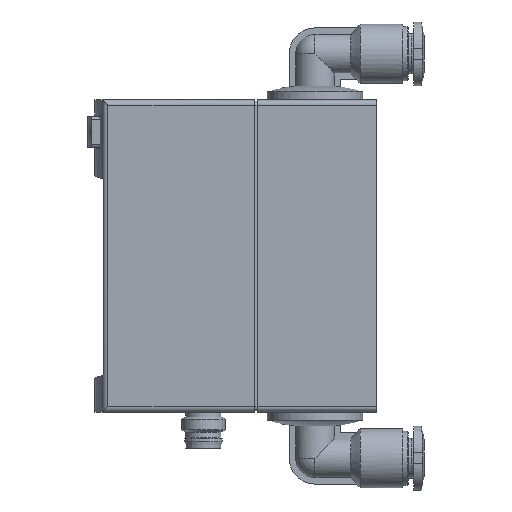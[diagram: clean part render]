
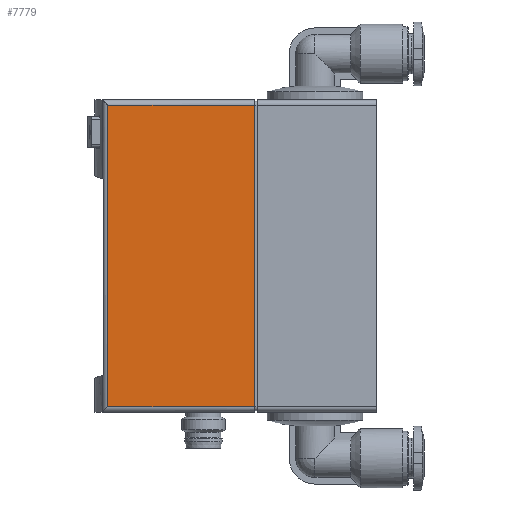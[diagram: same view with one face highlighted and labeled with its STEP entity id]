
A CAD part, left-side view. The second image highlights one B-rep face of the part: STEP entity #7779.
In plain terms, the highlighted planar face has unit normal (-1, 0, 0).
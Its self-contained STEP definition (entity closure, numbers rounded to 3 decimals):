
#740=ORIENTED_EDGE('',*,*,#2299,.T.);
#741=ORIENTED_EDGE('',*,*,#2300,.T.);
#742=ORIENTED_EDGE('',*,*,#2301,.F.);
#743=ORIENTED_EDGE('',*,*,#2297,.T.);
#2297=EDGE_CURVE('',#3065,#3064,#3553,.T.);
#2299=EDGE_CURVE('',#3064,#3066,#3554,.T.);
#2300=EDGE_CURVE('',#3066,#3067,#3555,.T.);
#2301=EDGE_CURVE('',#3065,#3067,#3556,.T.);
#3064=VERTEX_POINT('',#10861);
#3065=VERTEX_POINT('',#10863);
#3066=VERTEX_POINT('',#10867);
#3067=VERTEX_POINT('',#10869);
#3553=LINE('',#10862,#4024);
#3554=LINE('',#10866,#4025);
#3555=LINE('',#10868,#4026);
#3556=LINE('',#10870,#4027);
#4024=VECTOR('',#9028,1000.);
#4025=VECTOR('',#9033,1000.);
#4026=VECTOR('',#9034,1000.);
#4027=VECTOR('',#9035,1000.);
#4411=EDGE_LOOP('',(#740,#741,#742,#743));
#4837=FACE_BOUND('',#4411,.T.);
#5244=PLANE('',#8198);
#7779=ADVANCED_FACE('',(#4837),#5244,.F.);
#8198=AXIS2_PLACEMENT_3D('',#10865,#9031,#9032);
#9028=DIRECTION('',(0.,0.,-1.));
#9031=DIRECTION('',(1.,0.,0.));
#9032=DIRECTION('',(0.,0.,-1.));
#9033=DIRECTION('',(0.,-1.,0.));
#9034=DIRECTION('',(0.,0.,1.));
#9035=DIRECTION('',(0.,-1.,0.));
#10861=CARTESIAN_POINT('',(-10.,49.984,-28.));
#10862=CARTESIAN_POINT('',(-10.,49.984,29.));
#10863=CARTESIAN_POINT('',(-10.,49.984,28.));
#10865=CARTESIAN_POINT('',(-10.,52.5,-28.));
#10866=CARTESIAN_POINT('',(-10.,52.5,-28.));
#10867=CARTESIAN_POINT('',(-10.,22.7,-28.));
#10868=CARTESIAN_POINT('',(-10.,22.7,-28.));
#10869=CARTESIAN_POINT('',(-10.,22.7,28.));
#10870=CARTESIAN_POINT('',(-10.,52.5,28.));
